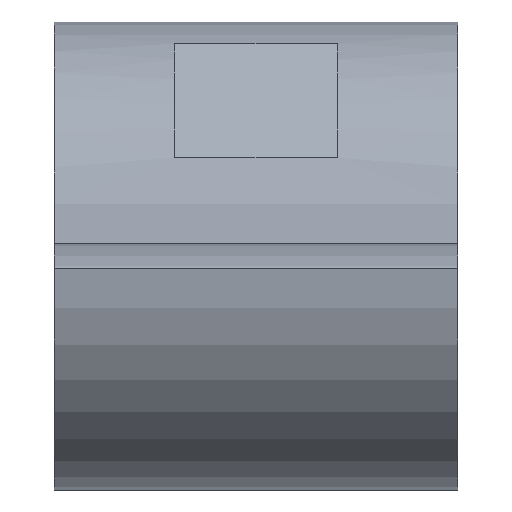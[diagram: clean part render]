
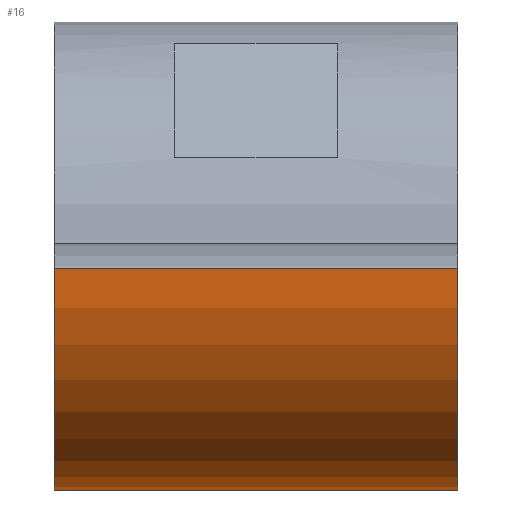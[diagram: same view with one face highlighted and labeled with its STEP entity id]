
A CAD part, left-side view. The second image highlights one B-rep face of the part: STEP entity #16.
In plain terms, the highlighted cylindrical face has radius 9.525 mm (diameter 19.05 mm), a partial arc.
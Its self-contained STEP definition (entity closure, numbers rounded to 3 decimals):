
#16 = ADVANCED_FACE ( 'NONE', ( #602 ), #544, .T. ) ;
#63 = DIRECTION ( 'NONE',  ( 0., 0., 1. ) ) ;
#68 = DIRECTION ( 'NONE',  ( 0., 1., 0. ) ) ;
#117 = AXIS2_PLACEMENT_3D ( 'NONE', #447, #477, #313 ) ;
#121 = CARTESIAN_POINT ( 'NONE',  ( 0., 8.204, -9.525 ) ) ;
#145 = ORIENTED_EDGE ( 'NONE', *, *, #405, .F. ) ;
#206 = VERTEX_POINT ( 'NONE', #376 ) ;
#280 = DIRECTION ( 'NONE',  ( 0., 1., 0. ) ) ;
#291 = DIRECTION ( 'NONE',  ( 0., 1., 0. ) ) ;
#306 = LINE ( 'NONE', #329, #473 ) ;
#312 = DIRECTION ( 'NONE',  ( 0., 0., 1. ) ) ;
#313 = DIRECTION ( 'NONE',  ( 0., 0., 1. ) ) ;
#329 = CARTESIAN_POINT ( 'NONE',  ( 0., -8.204, -9.525 ) ) ;
#345 = VECTOR ( 'NONE', #291, 1000. ) ;
#353 = CARTESIAN_POINT ( 'NONE',  ( -9.511, 8.204, -0.508 ) ) ;
#358 = VERTEX_POINT ( 'NONE', #353 ) ;
#361 = EDGE_CURVE ( 'NONE', #206, #358, #744, .T. ) ;
#364 = ORIENTED_EDGE ( 'NONE', *, *, #657, .T. ) ;
#376 = CARTESIAN_POINT ( 'NONE',  ( -9.511, -8.204, -0.508 ) ) ;
#405 = EDGE_CURVE ( 'NONE', #732, #482, #306, .T. ) ;
#447 = CARTESIAN_POINT ( 'NONE',  ( 0., -8.204, 0. ) ) ;
#473 = VECTOR ( 'NONE', #868, 1000. ) ;
#477 = DIRECTION ( 'NONE',  ( 0., 1., 0. ) ) ;
#480 = CARTESIAN_POINT ( 'NONE',  ( 0., -8.204, 0. ) ) ;
#482 = VERTEX_POINT ( 'NONE', #121 ) ;
#483 = EDGE_CURVE ( 'NONE', #482, #358, #639, .T. ) ;
#512 = EDGE_LOOP ( 'NONE', ( #145, #364, #756, #825 ) ) ;
#513 = CARTESIAN_POINT ( 'NONE',  ( -9.511, -8.204, -0.508 ) ) ;
#544 = CYLINDRICAL_SURFACE ( 'NONE', #117, 9.525 ) ;
#602 = FACE_OUTER_BOUND ( 'NONE', #512, .T. ) ;
#622 = AXIS2_PLACEMENT_3D ( 'NONE', #847, #68, #63 ) ;
#639 = CIRCLE ( 'NONE', #622, 9.525 ) ;
#650 = CARTESIAN_POINT ( 'NONE',  ( 0., -8.204, -9.525 ) ) ;
#657 = EDGE_CURVE ( 'NONE', #732, #206, #852, .T. ) ;
#732 = VERTEX_POINT ( 'NONE', #650 ) ;
#744 = LINE ( 'NONE', #513, #345 ) ;
#756 = ORIENTED_EDGE ( 'NONE', *, *, #361, .T. ) ;
#812 = AXIS2_PLACEMENT_3D ( 'NONE', #480, #280, #312 ) ;
#825 = ORIENTED_EDGE ( 'NONE', *, *, #483, .F. ) ;
#847 = CARTESIAN_POINT ( 'NONE',  ( 0., 8.204, 0. ) ) ;
#852 = CIRCLE ( 'NONE', #812, 9.525 ) ;
#868 = DIRECTION ( 'NONE',  ( 0., 1., 0. ) ) ;
